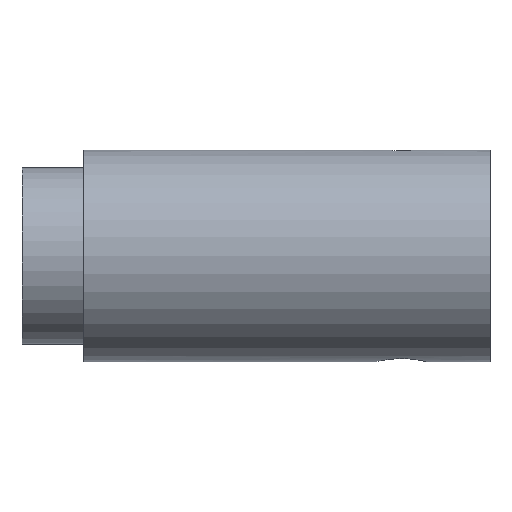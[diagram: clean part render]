
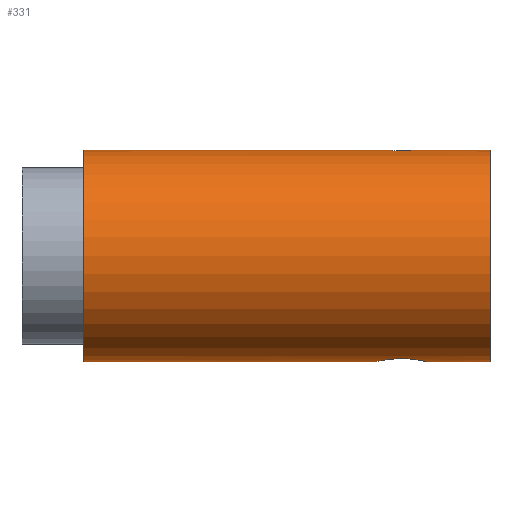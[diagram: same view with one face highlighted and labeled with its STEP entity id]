
A CAD part, top view. The second image highlights one B-rep face of the part: STEP entity #331.
In plain terms, the highlighted cylindrical face has radius 6 mm (diameter 12 mm), a partial arc.
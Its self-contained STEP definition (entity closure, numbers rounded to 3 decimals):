
#162=CARTESIAN_POINT('Vertex',(-4.342,5.989,0.36)) ;
#166=CARTESIAN_POINT('Control Point',(-4.342,5.989,0.36)) ;
#167=CARTESIAN_POINT('Control Point',(-4.282,5.996,0.25)) ;
#168=CARTESIAN_POINT('Control Point',(-4.25,6.,0.125)) ;
#169=CARTESIAN_POINT('Control Point',(-4.25,6.,0.)) ;
#170=CARTESIAN_POINT('Vertex',(-4.25,6.,0.)) ;
#192=CARTESIAN_POINT('Axis2P3D Location',(-11.5,0.,0.)) ;
#197=CARTESIAN_POINT('Line Origine',(-11.5,6.,0.)) ;
#201=CARTESIAN_POINT('Vertex',(0.,6.,0.)) ;
#208=CARTESIAN_POINT('Vertex',(0.,-6.,0.)) ;
#211=CARTESIAN_POINT('Line Origine',(-11.5,-6.,0.)) ;
#215=CARTESIAN_POINT('Vertex',(-3.5,-6.,0.)) ;
#236=CARTESIAN_POINT('Vertex',(-6.5,-6.,0.)) ;
#239=CARTESIAN_POINT('Line Origine',(-11.5,-6.,0.)) ;
#243=CARTESIAN_POINT('Vertex',(-23.,-6.,0.)) ;
#250=CARTESIAN_POINT('Vertex',(-23.,6.,0.)) ;
#253=CARTESIAN_POINT('Line Origine',(-11.5,6.,0.)) ;
#257=CARTESIAN_POINT('Vertex',(-5.75,6.,0.)) ;
#279=CARTESIAN_POINT('Axis2P3D Location',(-23.,0.,0.)) ;
#285=CARTESIAN_POINT('Control Point',(-6.316,-5.957,0.719)) ;
#286=CARTESIAN_POINT('Control Point',(-6.436,-5.983,0.5)) ;
#287=CARTESIAN_POINT('Control Point',(-6.5,-6.,0.251)) ;
#288=CARTESIAN_POINT('Control Point',(-6.5,-6.,0.)) ;
#289=CARTESIAN_POINT('Vertex',(-6.316,-5.957,0.719)) ;
#293=CARTESIAN_POINT('Control Point',(-6.316,-5.957,0.719)) ;
#294=CARTESIAN_POINT('Control Point',(-6.132,-5.916,1.056)) ;
#295=CARTESIAN_POINT('Control Point',(-5.842,-5.859,1.332)) ;
#296=CARTESIAN_POINT('Control Point',(-5.468,-5.806,1.507)) ;
#297=CARTESIAN_POINT('Control Point',(-4.635,-5.788,1.59)) ;
#298=CARTESIAN_POINT('Control Point',(-3.917,-5.894,1.16)) ;
#299=CARTESIAN_POINT('Control Point',(-3.64,-5.965,0.82)) ;
#300=CARTESIAN_POINT('Control Point',(-3.5,-6.,0.41)) ;
#301=CARTESIAN_POINT('Control Point',(-3.5,-6.,0.)) ;
#303=CARTESIAN_POINT('Axis2P3D Location',(0.,0.,0.)) ;
#309=CARTESIAN_POINT('Control Point',(-4.342,5.989,0.36)) ;
#310=CARTESIAN_POINT('Control Point',(-4.434,5.979,0.528)) ;
#311=CARTESIAN_POINT('Control Point',(-4.58,5.965,0.667)) ;
#312=CARTESIAN_POINT('Control Point',(-4.767,5.952,0.753)) ;
#313=CARTESIAN_POINT('Control Point',(-5.181,5.948,0.795)) ;
#314=CARTESIAN_POINT('Control Point',(-5.541,5.973,0.581)) ;
#315=CARTESIAN_POINT('Control Point',(-5.68,5.991,0.409)) ;
#316=CARTESIAN_POINT('Control Point',(-5.75,6.,0.204)) ;
#317=CARTESIAN_POINT('Control Point',(-5.75,6.,0.)) ;
#193=DIRECTION('Axis2P3D Direction',(1.,0.,0.)) ;
#194=DIRECTION('Axis2P3D XDirection',(0.,1.,0.)) ;
#198=DIRECTION('Vector Direction',(1.,0.,0.)) ;
#212=DIRECTION('Vector Direction',(1.,0.,0.)) ;
#240=DIRECTION('Vector Direction',(1.,0.,0.)) ;
#254=DIRECTION('Vector Direction',(1.,0.,0.)) ;
#280=DIRECTION('Axis2P3D Direction',(1.,0.,0.)) ;
#304=DIRECTION('Axis2P3D Direction',(1.,0.,0.)) ;
#195=AXIS2_PLACEMENT_3D('Cylinder Axis2P3D',#192,#193,#194) ;
#281=AXIS2_PLACEMENT_3D('Circle Axis2P3D',#279,#280,$) ;
#305=AXIS2_PLACEMENT_3D('Circle Axis2P3D',#303,#304,$) ;
#320=ORIENTED_EDGE('',*,*,#259,.T.) ;
#321=ORIENTED_EDGE('',*,*,#283,.T.) ;
#322=ORIENTED_EDGE('',*,*,#245,.F.) ;
#323=ORIENTED_EDGE('',*,*,#291,.F.) ;
#324=ORIENTED_EDGE('',*,*,#302,.T.) ;
#325=ORIENTED_EDGE('',*,*,#217,.F.) ;
#326=ORIENTED_EDGE('',*,*,#307,.F.) ;
#327=ORIENTED_EDGE('',*,*,#203,.T.) ;
#328=ORIENTED_EDGE('',*,*,#172,.F.) ;
#329=ORIENTED_EDGE('',*,*,#318,.T.) ;
#199=VECTOR('Line Direction',#198,1.) ;
#213=VECTOR('Line Direction',#212,1.) ;
#241=VECTOR('Line Direction',#240,1.) ;
#255=VECTOR('Line Direction',#254,1.) ;
#331=ADVANCED_FACE('Corps principal',(#330),#196,.T.) ;
#165=B_SPLINE_CURVE_WITH_KNOTS('',3,(#166,#167,#168,#169),.UNSPECIFIED.,.F.,.U.,(4,4),(0.,0.531),.UNSPECIFIED.) ;
#284=B_SPLINE_CURVE_WITH_KNOTS('',3,(#285,#286,#287,#288),.UNSPECIFIED.,.F.,.U.,(4,4),(0.,1.063),.UNSPECIFIED.) ;
#292=B_SPLINE_CURVE_WITH_KNOTS('',5,(#293,#294,#295,#296,#297,#298,#299,#300,#301),.UNSPECIFIED.,.F.,.U.,(6,3,6),(0.,2.728,5.627),.UNSPECIFIED.) ;
#308=B_SPLINE_CURVE_WITH_KNOTS('',5,(#309,#310,#311,#312,#313,#314,#315,#316,#317),.UNSPECIFIED.,.F.,.U.,(6,3,6),(0.,1.359,2.805),.UNSPECIFIED.) ;
#282=CIRCLE('generated circle',#281,6.) ;
#306=CIRCLE('generated circle',#305,6.) ;
#196=CYLINDRICAL_SURFACE('generated cylinder',#195,6.) ;
#172=EDGE_CURVE('',#163,#171,#165,.T.) ;
#203=EDGE_CURVE('',#202,#171,#200,.F.) ;
#217=EDGE_CURVE('',#209,#216,#214,.F.) ;
#245=EDGE_CURVE('',#237,#244,#242,.F.) ;
#259=EDGE_CURVE('',#258,#251,#256,.F.) ;
#283=EDGE_CURVE('',#251,#244,#282,.T.) ;
#291=EDGE_CURVE('',#290,#237,#284,.T.) ;
#302=EDGE_CURVE('',#290,#216,#292,.T.) ;
#307=EDGE_CURVE('',#202,#209,#306,.T.) ;
#318=EDGE_CURVE('',#163,#258,#308,.T.) ;
#319=EDGE_LOOP('',(#320,#321,#322,#323,#324,#325,#326,#327,#328,#329)) ;
#330=FACE_OUTER_BOUND('',#319,.T.) ;
#200=LINE('Line',#197,#199) ;
#214=LINE('Line',#211,#213) ;
#242=LINE('Line',#239,#241) ;
#256=LINE('Line',#253,#255) ;
#163=VERTEX_POINT('',#162) ;
#171=VERTEX_POINT('',#170) ;
#202=VERTEX_POINT('',#201) ;
#209=VERTEX_POINT('',#208) ;
#216=VERTEX_POINT('',#215) ;
#237=VERTEX_POINT('',#236) ;
#244=VERTEX_POINT('',#243) ;
#251=VERTEX_POINT('',#250) ;
#258=VERTEX_POINT('',#257) ;
#290=VERTEX_POINT('',#289) ;
